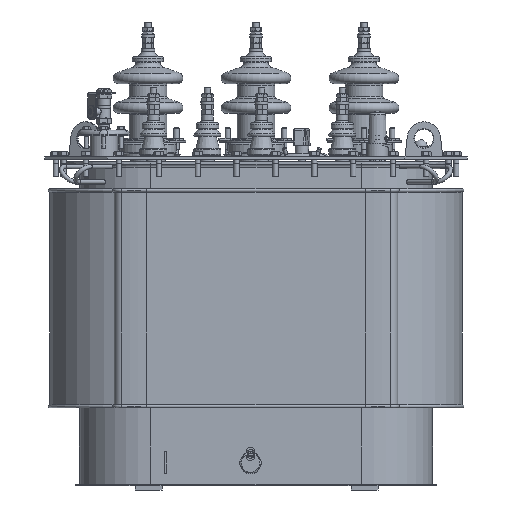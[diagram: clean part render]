
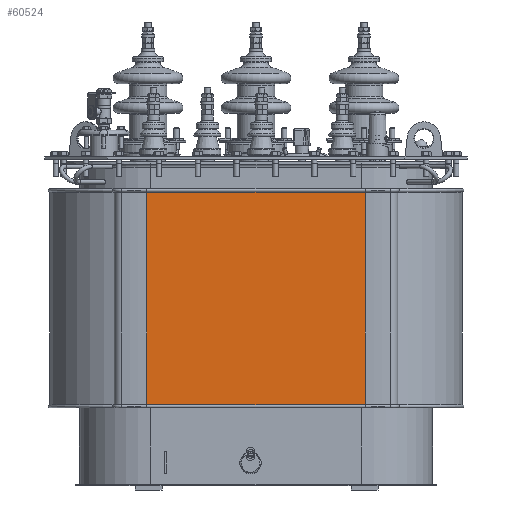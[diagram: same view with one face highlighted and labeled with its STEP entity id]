
A CAD part, front view. The second image highlights one B-rep face of the part: STEP entity #60524.
In plain terms, the highlighted planar face has unit normal (0, -1, 0).
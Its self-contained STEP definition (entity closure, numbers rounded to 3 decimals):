
#6742=LINE('',#110463,#10734);
#6743=LINE('',#110466,#10735);
#6744=LINE('',#110468,#10736);
#6745=LINE('',#110469,#10737);
#10734=VECTOR('',#78919,400.);
#10735=VECTOR('',#78922,405.);
#10736=VECTOR('',#78923,405.);
#10737=VECTOR('',#78924,400.);
#12654=PLANE('',#65391);
#19192=FACE_OUTER_BOUND('',#23975,.T.);
#23975=EDGE_LOOP('',(#53178,#53179,#53180,#53181));
#30001=VERTEX_POINT('',#110459);
#30002=VERTEX_POINT('',#110461);
#30003=VERTEX_POINT('',#110465);
#30004=VERTEX_POINT('',#110467);
#37724=EDGE_CURVE('',#30001,#30002,#6742,.T.);
#37725=EDGE_CURVE('',#30001,#30003,#6743,.T.);
#37726=EDGE_CURVE('',#30004,#30002,#6744,.T.);
#37727=EDGE_CURVE('',#30003,#30004,#6745,.T.);
#53178=ORIENTED_EDGE('',*,*,#37725,.F.);
#53179=ORIENTED_EDGE('',*,*,#37724,.T.);
#53180=ORIENTED_EDGE('',*,*,#37726,.F.);
#53181=ORIENTED_EDGE('',*,*,#37727,.F.);
#60524=ADVANCED_FACE('',(#19192),#12654,.T.);
#65391=AXIS2_PLACEMENT_3D('',#110464,#78920,#78921);
#78919=DIRECTION('',(0.,0.,1.));
#78920=DIRECTION('center_axis',(0.,-1.,0.));
#78921=DIRECTION('ref_axis',(1.,0.,0.));
#78922=DIRECTION('',(-1.,0.,0.));
#78923=DIRECTION('',(1.,0.,0.));
#78924=DIRECTION('',(0.,0.,1.));
#110459=CARTESIAN_POINT('',(202.5,-301.,144.));
#110461=CARTESIAN_POINT('',(202.5,-301.,544.));
#110463=CARTESIAN_POINT('',(202.5,-301.,144.));
#110464=CARTESIAN_POINT('Origin',(-202.5,-301.,144.));
#110465=CARTESIAN_POINT('',(-202.5,-301.,144.));
#110466=CARTESIAN_POINT('',(202.5,-301.,144.));
#110467=CARTESIAN_POINT('',(-202.5,-301.,544.));
#110468=CARTESIAN_POINT('',(202.5,-301.,544.));
#110469=CARTESIAN_POINT('',(-202.5,-301.,144.));
